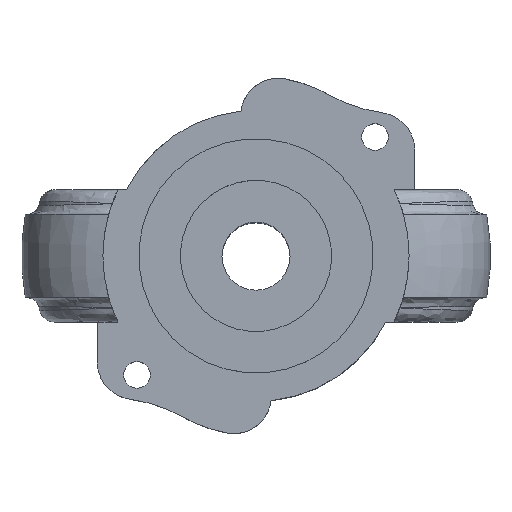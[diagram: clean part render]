
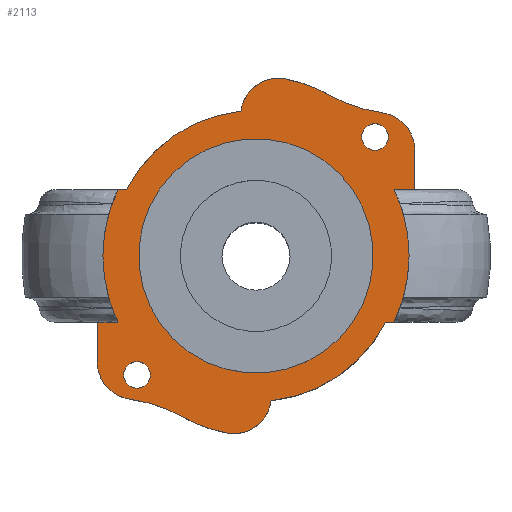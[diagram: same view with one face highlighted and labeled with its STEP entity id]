
A CAD part, top view. The second image highlights one B-rep face of the part: STEP entity #2113.
In plain terms, the highlighted planar face has unit normal (0, 0, 1).
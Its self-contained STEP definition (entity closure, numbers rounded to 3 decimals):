
#169=FACE_BOUND('',#390,.T.);
#170=FACE_BOUND('',#391,.T.);
#171=FACE_BOUND('',#392,.T.);
#190=PLANE('',#2320);
#269=FACE_OUTER_BOUND('',#389,.T.);
#389=EDGE_LOOP('',(#1637,#1638,#1639,#1640,#1641,#1642,#1643,#1644,#1645,
#1646,#1647,#1648,#1649,#1650,#1651,#1652,#1653,#1654,#1655,#1656,#1657,
#1658));
#390=EDGE_LOOP('',(#1659));
#391=EDGE_LOOP('',(#1660,#1661));
#392=EDGE_LOOP('',(#1662,#1663));
#459=LINE('',#3850,#540);
#467=LINE('',#4300,#548);
#474=LINE('',#4355,#555);
#480=LINE('',#4397,#561);
#491=LINE('',#4782,#572);
#492=LINE('',#4785,#573);
#493=LINE('',#4796,#574);
#494=LINE('',#4799,#575);
#540=VECTOR('',#2563,10.);
#548=VECTOR('',#2607,10.);
#555=VECTOR('',#2658,10.);
#561=VECTOR('',#2666,10.);
#572=VECTOR('',#2737,10.);
#573=VECTOR('',#2740,10.);
#574=VECTOR('',#2751,10.);
#575=VECTOR('',#2754,10.);
#602=CIRCLE('',#2180,15.5);
#615=CIRCLE('',#2198,1.75);
#616=CIRCLE('',#2199,1.75);
#618=CIRCLE('',#2202,1.75);
#619=CIRCLE('',#2203,1.75);
#654=CIRCLE('',#2254,20.25);
#660=CIRCLE('',#2262,20.25);
#692=CIRCLE('',#2311,22.);
#697=CIRCLE('',#2321,5.);
#698=CIRCLE('',#2322,20.);
#699=CIRCLE('',#2323,20.);
#700=CIRCLE('',#2324,5.);
#701=CIRCLE('',#2325,19.247);
#702=CIRCLE('',#2326,22.);
#703=CIRCLE('',#2327,5.);
#704=CIRCLE('',#2328,20.);
#705=CIRCLE('',#2329,20.);
#706=CIRCLE('',#2330,5.);
#707=CIRCLE('',#2331,19.247);
#739=VERTEX_POINT('',#2933);
#751=VERTEX_POINT('',#2965);
#752=VERTEX_POINT('',#2966);
#754=VERTEX_POINT('',#2973);
#755=VERTEX_POINT('',#2974);
#828=VERTEX_POINT('',#3847);
#829=VERTEX_POINT('',#3849);
#836=VERTEX_POINT('',#3893);
#848=VERTEX_POINT('',#4155);
#849=VERTEX_POINT('',#4166);
#857=VERTEX_POINT('',#4299);
#872=VERTEX_POINT('',#4352);
#873=VERTEX_POINT('',#4354);
#879=VERTEX_POINT('',#4394);
#880=VERTEX_POINT('',#4396);
#896=VERTEX_POINT('',#4467);
#905=VERTEX_POINT('',#4784);
#906=VERTEX_POINT('',#4786);
#907=VERTEX_POINT('',#4788);
#908=VERTEX_POINT('',#4790);
#909=VERTEX_POINT('',#4792);
#910=VERTEX_POINT('',#4795);
#911=VERTEX_POINT('',#4798);
#912=VERTEX_POINT('',#4800);
#913=VERTEX_POINT('',#4802);
#914=VERTEX_POINT('',#4804);
#915=VERTEX_POINT('',#4806);
#952=EDGE_CURVE('',#739,#739,#602,.T.);
#967=EDGE_CURVE('',#751,#752,#615,.T.);
#968=EDGE_CURVE('',#752,#751,#616,.T.);
#971=EDGE_CURVE('',#754,#755,#618,.T.);
#972=EDGE_CURVE('',#755,#754,#619,.T.);
#1066=EDGE_CURVE('',#828,#829,#459,.T.);
#1077=EDGE_CURVE('',#836,#828,#654,.T.);
#1096=EDGE_CURVE('',#848,#849,#660,.T.);
#1108=EDGE_CURVE('',#849,#857,#467,.T.);
#1132=EDGE_CURVE('',#873,#872,#474,.T.);
#1140=EDGE_CURVE('',#880,#879,#480,.T.);
#1161=EDGE_CURVE('',#873,#896,#692,.T.);
#1177=EDGE_CURVE('',#848,#896,#491,.T.);
#1178=EDGE_CURVE('',#872,#905,#492,.T.);
#1179=EDGE_CURVE('',#905,#906,#697,.T.);
#1180=EDGE_CURVE('',#906,#907,#698,.T.);
#1181=EDGE_CURVE('',#907,#908,#699,.T.);
#1182=EDGE_CURVE('',#908,#909,#700,.T.);
#1183=EDGE_CURVE('',#829,#909,#701,.T.);
#1184=EDGE_CURVE('',#836,#910,#493,.T.);
#1185=EDGE_CURVE('',#880,#910,#702,.T.);
#1186=EDGE_CURVE('',#879,#911,#494,.T.);
#1187=EDGE_CURVE('',#911,#912,#703,.T.);
#1188=EDGE_CURVE('',#912,#913,#704,.T.);
#1189=EDGE_CURVE('',#913,#914,#705,.T.);
#1190=EDGE_CURVE('',#914,#915,#706,.T.);
#1191=EDGE_CURVE('',#857,#915,#707,.T.);
#1637=ORIENTED_EDGE('',*,*,#1161,.F.);
#1638=ORIENTED_EDGE('',*,*,#1132,.T.);
#1639=ORIENTED_EDGE('',*,*,#1178,.T.);
#1640=ORIENTED_EDGE('',*,*,#1179,.T.);
#1641=ORIENTED_EDGE('',*,*,#1180,.T.);
#1642=ORIENTED_EDGE('',*,*,#1181,.T.);
#1643=ORIENTED_EDGE('',*,*,#1182,.T.);
#1644=ORIENTED_EDGE('',*,*,#1183,.F.);
#1645=ORIENTED_EDGE('',*,*,#1066,.F.);
#1646=ORIENTED_EDGE('',*,*,#1077,.F.);
#1647=ORIENTED_EDGE('',*,*,#1184,.T.);
#1648=ORIENTED_EDGE('',*,*,#1185,.F.);
#1649=ORIENTED_EDGE('',*,*,#1140,.T.);
#1650=ORIENTED_EDGE('',*,*,#1186,.T.);
#1651=ORIENTED_EDGE('',*,*,#1187,.T.);
#1652=ORIENTED_EDGE('',*,*,#1188,.T.);
#1653=ORIENTED_EDGE('',*,*,#1189,.T.);
#1654=ORIENTED_EDGE('',*,*,#1190,.T.);
#1655=ORIENTED_EDGE('',*,*,#1191,.F.);
#1656=ORIENTED_EDGE('',*,*,#1108,.F.);
#1657=ORIENTED_EDGE('',*,*,#1096,.F.);
#1658=ORIENTED_EDGE('',*,*,#1177,.T.);
#1659=ORIENTED_EDGE('',*,*,#952,.T.);
#1660=ORIENTED_EDGE('',*,*,#967,.T.);
#1661=ORIENTED_EDGE('',*,*,#968,.T.);
#1662=ORIENTED_EDGE('',*,*,#971,.T.);
#1663=ORIENTED_EDGE('',*,*,#972,.T.);
#2113=ADVANCED_FACE('',(#269,#169,#170,#171),#190,.F.);
#2180=AXIS2_PLACEMENT_3D('',#2934,#2406,#2407);
#2198=AXIS2_PLACEMENT_3D('',#2967,#2444,#2445);
#2199=AXIS2_PLACEMENT_3D('',#2968,#2446,#2447);
#2202=AXIS2_PLACEMENT_3D('',#2975,#2453,#2454);
#2203=AXIS2_PLACEMENT_3D('',#2976,#2455,#2456);
#2254=AXIS2_PLACEMENT_3D('',#3904,#2577,#2578);
#2262=AXIS2_PLACEMENT_3D('',#4167,#2595,#2596);
#2311=AXIS2_PLACEMENT_3D('',#4468,#2714,#2715);
#2320=AXIS2_PLACEMENT_3D('',#4783,#2738,#2739);
#2321=AXIS2_PLACEMENT_3D('',#4787,#2741,#2742);
#2322=AXIS2_PLACEMENT_3D('',#4789,#2743,#2744);
#2323=AXIS2_PLACEMENT_3D('',#4791,#2745,#2746);
#2324=AXIS2_PLACEMENT_3D('',#4793,#2747,#2748);
#2325=AXIS2_PLACEMENT_3D('',#4794,#2749,#2750);
#2326=AXIS2_PLACEMENT_3D('',#4797,#2752,#2753);
#2327=AXIS2_PLACEMENT_3D('',#4801,#2755,#2756);
#2328=AXIS2_PLACEMENT_3D('',#4803,#2757,#2758);
#2329=AXIS2_PLACEMENT_3D('',#4805,#2759,#2760);
#2330=AXIS2_PLACEMENT_3D('',#4807,#2761,#2762);
#2331=AXIS2_PLACEMENT_3D('',#4808,#2763,#2764);
#2406=DIRECTION('center_axis',(0.,0.,-1.));
#2407=DIRECTION('ref_axis',(-0.09,0.996,0.));
#2444=DIRECTION('center_axis',(0.,0.,-1.));
#2445=DIRECTION('ref_axis',(1.,0.,0.));
#2446=DIRECTION('center_axis',(0.,0.,-1.));
#2447=DIRECTION('ref_axis',(1.,0.,0.));
#2453=DIRECTION('center_axis',(0.,0.,-1.));
#2454=DIRECTION('ref_axis',(1.,0.,0.));
#2455=DIRECTION('center_axis',(0.,0.,-1.));
#2456=DIRECTION('ref_axis',(1.,0.,0.));
#2563=DIRECTION('',(1.,0.,0.));
#2577=DIRECTION('center_axis',(0.,0.,-1.));
#2578=DIRECTION('ref_axis',(-1.,0.,0.));
#2595=DIRECTION('center_axis',(0.,0.,-1.));
#2596=DIRECTION('ref_axis',(-1.,0.,0.));
#2607=DIRECTION('',(-1.,0.,0.));
#2658=DIRECTION('',(1.,0.,0.));
#2666=DIRECTION('',(-1.,0.,0.));
#2714=DIRECTION('center_axis',(0.,0.,-1.));
#2715=DIRECTION('ref_axis',(0.988,0.152,0.));
#2737=DIRECTION('',(1.,0.,0.));
#2738=DIRECTION('center_axis',(0.,0.,-1.));
#2739=DIRECTION('ref_axis',(-1.,0.,0.));
#2740=DIRECTION('',(0.,1.,0.));
#2741=DIRECTION('center_axis',(0.,0.,1.));
#2742=DIRECTION('ref_axis',(1.,0.,0.));
#2743=DIRECTION('center_axis',(0.,0.,-1.));
#2744=DIRECTION('ref_axis',(0.486,0.874,0.));
#2745=DIRECTION('center_axis',(0.,0.,1.));
#2746=DIRECTION('ref_axis',(-0.25,-0.968,0.));
#2747=DIRECTION('center_axis',(0.,0.,1.));
#2748=DIRECTION('ref_axis',(0.197,0.98,0.));
#2749=DIRECTION('center_axis',(0.,0.,-1.));
#2750=DIRECTION('ref_axis',(-1.,0.,0.));
#2751=DIRECTION('',(-1.,0.,0.));
#2752=DIRECTION('center_axis',(0.,0.,-1.));
#2753=DIRECTION('ref_axis',(-0.988,-0.152,0.));
#2754=DIRECTION('',(0.,-1.,0.));
#2755=DIRECTION('center_axis',(0.,0.,1.));
#2756=DIRECTION('ref_axis',(-1.,0.,0.));
#2757=DIRECTION('center_axis',(0.,0.,-1.));
#2758=DIRECTION('ref_axis',(-0.486,-0.874,0.));
#2759=DIRECTION('center_axis',(0.,0.,1.));
#2760=DIRECTION('ref_axis',(0.25,0.968,0.));
#2761=DIRECTION('center_axis',(0.,0.,1.));
#2762=DIRECTION('ref_axis',(-0.197,-0.98,0.));
#2763=DIRECTION('center_axis',(0.,0.,-1.));
#2764=DIRECTION('ref_axis',(-1.,0.,0.));
#2933=CARTESIAN_POINT('',(1.401,-15.437,-1.628));
#2934=CARTESIAN_POINT('Origin',(0.,0.,-1.628));
#2965=CARTESIAN_POINT('',(-13.983,-15.733,-1.628));
#2966=CARTESIAN_POINT('',(-17.483,-15.733,-1.628));
#2967=CARTESIAN_POINT('Origin',(-15.733,-15.733,-1.628));
#2968=CARTESIAN_POINT('Origin',(-15.733,-15.733,-1.628));
#2973=CARTESIAN_POINT('',(17.483,15.733,-1.628));
#2974=CARTESIAN_POINT('',(13.983,15.733,-1.628));
#2975=CARTESIAN_POINT('Origin',(15.733,15.733,-1.628));
#2976=CARTESIAN_POINT('Origin',(15.733,15.733,-1.628));
#3847=CARTESIAN_POINT('',(-18.262,8.75,-1.628));
#3849=CARTESIAN_POINT('',(-17.143,8.75,-1.628));
#3850=CARTESIAN_POINT('',(-18.846,8.75,-1.628));
#3893=CARTESIAN_POINT('',(-20.217,1.15,-1.628));
#3904=CARTESIAN_POINT('Origin',(0.,0.,-1.628));
#4155=CARTESIAN_POINT('',(20.217,-1.15,-1.628));
#4166=CARTESIAN_POINT('',(18.262,-8.75,-1.628));
#4167=CARTESIAN_POINT('Origin',(0.,0.,-1.628));
#4299=CARTESIAN_POINT('',(17.143,-8.75,-1.628));
#4300=CARTESIAN_POINT('',(-18.846,-8.75,-1.628));
#4352=CARTESIAN_POINT('',(21.,8.75,-1.628));
#4354=CARTESIAN_POINT('',(20.185,8.75,-1.628));
#4355=CARTESIAN_POINT('',(-18.846,8.75,-1.628));
#4394=CARTESIAN_POINT('',(-21.,-8.75,-1.628));
#4396=CARTESIAN_POINT('',(-20.185,-8.75,-1.628));
#4397=CARTESIAN_POINT('',(-18.846,-8.75,-1.628));
#4467=CARTESIAN_POINT('',(21.97,-1.15,-1.628));
#4468=CARTESIAN_POINT('Origin',(0.,0.,-1.628));
#4782=CARTESIAN_POINT('',(0.,-1.15,-1.628));
#4783=CARTESIAN_POINT('Origin',(0.,0.,-1.628));
#4784=CARTESIAN_POINT('',(21.,13.984,-1.628));
#4785=CARTESIAN_POINT('',(21.,0.,-1.628));
#4786=CARTESIAN_POINT('',(16.691,18.936,-1.628));
#4787=CARTESIAN_POINT('Origin',(16.,13.984,-1.628));
#4788=CARTESIAN_POINT('',(9.728,21.27,-1.628));
#4789=CARTESIAN_POINT('Origin',(19.455,38.744,-1.628));
#4790=CARTESIAN_POINT('',(3.945,23.402,-1.628));
#4791=CARTESIAN_POINT('Origin',(0.,3.795,-1.628));
#4792=CARTESIAN_POINT('',(-2.,19.143,-1.628));
#4793=CARTESIAN_POINT('Origin',(2.959,18.5,-1.628));
#4794=CARTESIAN_POINT('Origin',(0.,0.,-1.628));
#4795=CARTESIAN_POINT('',(-21.97,1.15,-1.628));
#4796=CARTESIAN_POINT('',(0.,1.15,-1.628));
#4797=CARTESIAN_POINT('Origin',(0.,0.,-1.628));
#4798=CARTESIAN_POINT('',(-21.,-13.984,-1.628));
#4799=CARTESIAN_POINT('',(-21.,0.,-1.628));
#4800=CARTESIAN_POINT('',(-16.691,-18.936,-1.628));
#4801=CARTESIAN_POINT('Origin',(-16.,-13.984,-1.628));
#4802=CARTESIAN_POINT('',(-9.728,-21.27,-1.628));
#4803=CARTESIAN_POINT('Origin',(-19.455,-38.744,-1.628));
#4804=CARTESIAN_POINT('',(-3.945,-23.402,-1.628));
#4805=CARTESIAN_POINT('Origin',(0.,-3.795,
-1.628));
#4806=CARTESIAN_POINT('',(2.,-19.143,-1.628));
#4807=CARTESIAN_POINT('Origin',(-2.959,-18.5,-1.628));
#4808=CARTESIAN_POINT('Origin',(0.,0.,-1.628));
